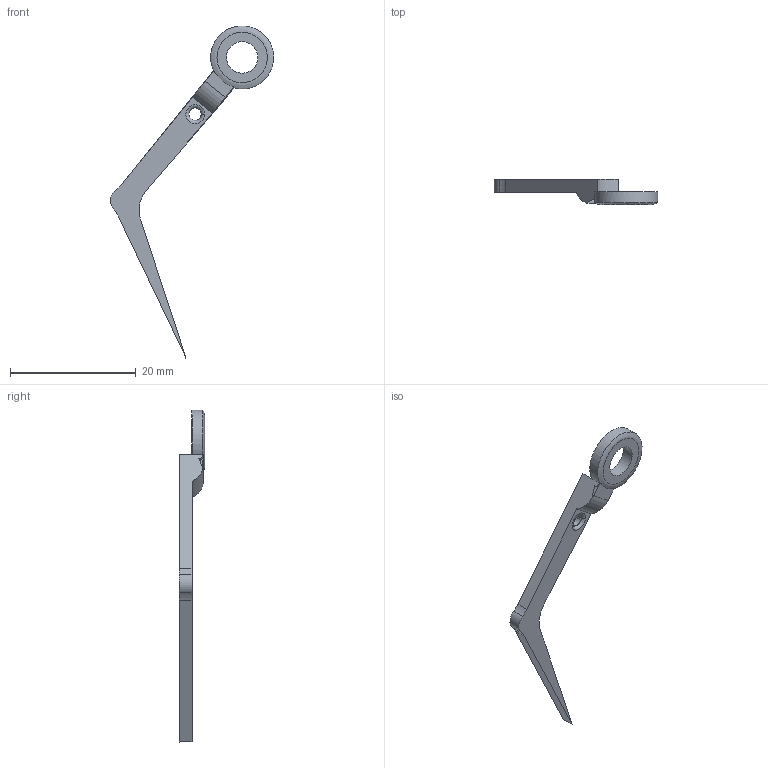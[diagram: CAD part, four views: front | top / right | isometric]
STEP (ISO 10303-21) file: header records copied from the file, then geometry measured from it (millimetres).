
FILE_DESCRIPTION(/* description */ ('','CAx-IF Rec.Pracs.---Representation and Presentation of Product Manufacturing Information (PMI)---4.0---2014-10-13'),/* implementation_level */ '2;1');
FILE_NAME(/* name */ 'claw2.step',/* time_stamp */ '2025-02-22T14:59:00+06:00',/* author */ (''),/* organization */ (''),/* preprocessor_version */ 'ST-DEVELOPER v20',/* originating_system */ 'Autodesk Translation Framework v13.20.0.188',/* authorisation */ '');
FILE_SCHEMA (('AP242_MANAGED_MODEL_BASED_3D_ENGINEERING_MIM_LF { 1 0 10303 442 1 1 4 }'));
Length unit declared in the file: millimetre
Products named in the file (1): claw2
Bounding box: 25.92 x 4 x 52.74 mm (x, y, z)
Volume: 428.4 mm3; surface area: 727.6 mm2
Topology: 1 solids, 1 shells, 36 faces, 108 edges, 70 vertices
Faces by surface type: plane 17, bspline 9, cylinder 8, torus 2
Full cylindrical faces by diameter (mm): 5 x1
Entity records: 2159 total; most frequent: CARTESIAN_POINT 1246, ORIENTED_EDGE 206, DIRECTION 149, EDGE_CURVE 103, VERTEX_POINT 70, AXIS2_PLACEMENT_3D 55, EDGE_LOOP 41, LINE 39
